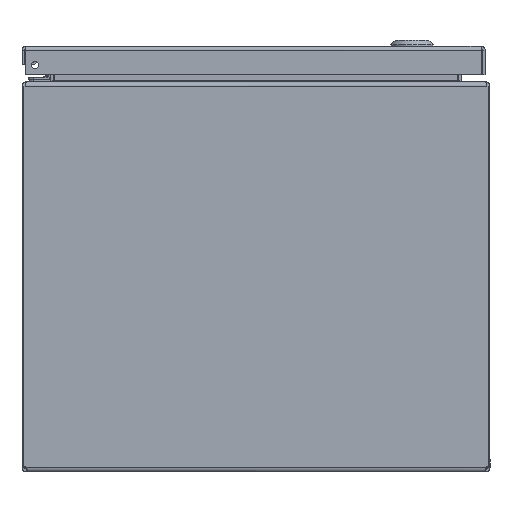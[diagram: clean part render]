
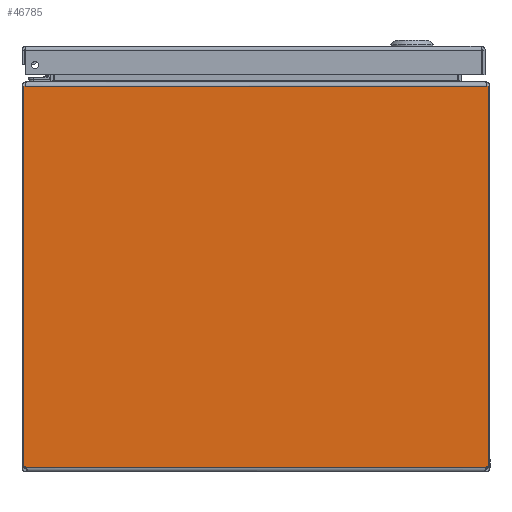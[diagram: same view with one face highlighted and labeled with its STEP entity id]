
A CAD part, front view. The second image highlights one B-rep face of the part: STEP entity #46785.
In plain terms, the highlighted planar face has unit normal (0, -1, 0).
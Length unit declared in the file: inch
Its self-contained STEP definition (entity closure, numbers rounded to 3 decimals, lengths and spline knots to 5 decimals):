
#6717 = CARTESIAN_POINT ( 'NONE',  ( 0.11361, 0., 0.10525 ) ) ;
#8658 = VERTEX_POINT ( 'NONE', #76189 ) ;
#8680 = DIRECTION ( 'NONE',  ( 1., 0., 0. ) ) ;
#11641 = VERTEX_POINT ( 'NONE', #79345 ) ;
#11868 = CIRCLE ( 'NONE', #51871, 0.068 ) ;
#16210 = DIRECTION ( 'NONE',  ( 0., 1., 0. ) ) ;
#18381 = DIRECTION ( 'NONE',  ( 0., 0., -1. ) ) ;
#18578 = CARTESIAN_POINT ( 'NONE',  ( 11.88639, 0., 0.10525 ) ) ;
#19714 = FACE_OUTER_BOUND ( 'NONE', #94242, .T. ) ;
#21426 = CARTESIAN_POINT ( 'NONE',  ( 11.91495, 0., 9.89475 ) ) ;
#22045 = CARTESIAN_POINT ( 'NONE',  ( 11.963, 0., 0.10525 ) ) ;
#22321 = EDGE_CURVE ( 'NONE', #11641, #79217, #43726, .T. ) ;
#23461 = CARTESIAN_POINT ( 'NONE',  ( 6., 0., 9.89475 ) ) ;
#24299 = EDGE_CURVE ( 'NONE', #80802, #8658, #60154, .T. ) ;
#24591 = LINE ( 'NONE', #23461, #38050 ) ;
#25941 = CARTESIAN_POINT ( 'NONE',  ( 0.06153, 0., 0.06153 ) ) ;
#29679 = DIRECTION ( 'NONE',  ( -1., 0., 0. ) ) ;
#29863 = VECTOR ( 'NONE', #91968, 39.37008 ) ;
#31651 = VECTOR ( 'NONE', #29679, 39.37008 ) ;
#35581 = AXIS2_PLACEMENT_3D ( 'NONE', #71533, #56402, #64599 ) ;
#35681 = VECTOR ( 'NONE', #43413, 39.37008 ) ;
#37381 = CARTESIAN_POINT ( 'NONE',  ( 6., 0., 9.89475 ) ) ;
#38050 = VECTOR ( 'NONE', #8680, 39.37008 ) ;
#39325 = ORIENTED_EDGE ( 'NONE', *, *, #22321, .T. ) ;
#40585 = CARTESIAN_POINT ( 'NONE',  ( 0.11361, 0., 0.10525 ) ) ;
#41617 = ORIENTED_EDGE ( 'NONE', *, *, #73119, .T. ) ;
#43413 = DIRECTION ( 'NONE',  ( 1., 0., 0. ) ) ;
#43726 = CIRCLE ( 'NONE', #93904, 0.068 ) ;
#45040 = LINE ( 'NONE', #6717, #31651 ) ;
#46785 = ADVANCED_FACE ( 'NONE', ( #19714 ), #95801, .F. ) ;
#47159 = VECTOR ( 'NONE', #95913, 39.37008 ) ;
#51871 = AXIS2_PLACEMENT_3D ( 'NONE', #87163, #16210, #64131 ) ;
#55586 = EDGE_CURVE ( 'NONE', #95477, #79232, #24591, .T. ) ;
#55757 = LINE ( 'NONE', #80509, #47159 ) ;
#56402 = DIRECTION ( 'NONE',  ( 0., 1., 0. ) ) ;
#57485 = DIRECTION ( 'NONE',  ( 0., 1., 0. ) ) ;
#58912 = ORIENTED_EDGE ( 'NONE', *, *, #99844, .F. ) ;
#60154 = LINE ( 'NONE', #96237, #35681 ) ;
#61086 = EDGE_CURVE ( 'NONE', #79232, #61397, #81371, .T. ) ;
#61397 = VERTEX_POINT ( 'NONE', #64158 ) ;
#63577 = CARTESIAN_POINT ( 'NONE',  ( 11.963, 0., 9.89475 ) ) ;
#63995 = EDGE_CURVE ( 'NONE', #11641, #80802, #55757, .T. ) ;
#64131 = DIRECTION ( 'NONE',  ( 0., 0., -1. ) ) ;
#64158 = CARTESIAN_POINT ( 'NONE',  ( 11.963, 0., 0.12495 ) ) ;
#64599 = DIRECTION ( 'NONE',  ( 0., 0., 1. ) ) ;
#71533 = CARTESIAN_POINT ( 'NONE',  ( 6., 0., 5.0089 ) ) ;
#72797 = EDGE_CURVE ( 'NONE', #99741, #79217, #45040, .T. ) ;
#73119 = EDGE_CURVE ( 'NONE', #99741, #61397, #11868, .T. ) ;
#73414 = ORIENTED_EDGE ( 'NONE', *, *, #24299, .F. ) ;
#74449 = ORIENTED_EDGE ( 'NONE', *, *, #63995, .F. ) ;
#76189 = CARTESIAN_POINT ( 'NONE',  ( 0.08505, 0., 9.89475 ) ) ;
#78842 = CARTESIAN_POINT ( 'NONE',  ( 0.037, 0., 9.89475 ) ) ;
#78886 = ORIENTED_EDGE ( 'NONE', *, *, #72797, .F. ) ;
#79217 = VERTEX_POINT ( 'NONE', #40585 ) ;
#79232 = VERTEX_POINT ( 'NONE', #63577 ) ;
#79345 = CARTESIAN_POINT ( 'NONE',  ( 0.037, 0., 0.12495 ) ) ;
#80509 = CARTESIAN_POINT ( 'NONE',  ( 0.037, 0., 0.10525 ) ) ;
#80802 = VERTEX_POINT ( 'NONE', #78842 ) ;
#81371 = LINE ( 'NONE', #22045, #29863 ) ;
#82125 = VECTOR ( 'NONE', #90854, 39.37008 ) ;
#87163 = CARTESIAN_POINT ( 'NONE',  ( 11.93847, 0., 0.06153 ) ) ;
#89491 = LINE ( 'NONE', #37381, #82125 ) ;
#89622 = ORIENTED_EDGE ( 'NONE', *, *, #61086, .F. ) ;
#90854 = DIRECTION ( 'NONE',  ( 1., 0., 0. ) ) ;
#91968 = DIRECTION ( 'NONE',  ( 0., 0., -1. ) ) ;
#93773 = ORIENTED_EDGE ( 'NONE', *, *, #55586, .F. ) ;
#93904 = AXIS2_PLACEMENT_3D ( 'NONE', #25941, #57485, #18381 ) ;
#94242 = EDGE_LOOP ( 'NONE', ( #58912, #73414, #74449, #39325, #78886, #41617, #89622, #93773 ) ) ;
#95477 = VERTEX_POINT ( 'NONE', #21426 ) ;
#95801 = PLANE ( 'NONE',  #35581 ) ;
#95913 = DIRECTION ( 'NONE',  ( 0., 0., 1. ) ) ;
#96237 = CARTESIAN_POINT ( 'NONE',  ( 6., 0., 9.89475 ) ) ;
#99741 = VERTEX_POINT ( 'NONE', #18578 ) ;
#99844 = EDGE_CURVE ( 'NONE', #8658, #95477, #89491, .T. ) ;
